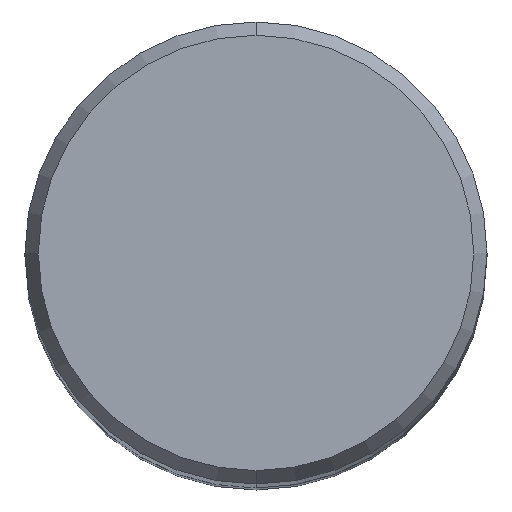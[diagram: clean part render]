
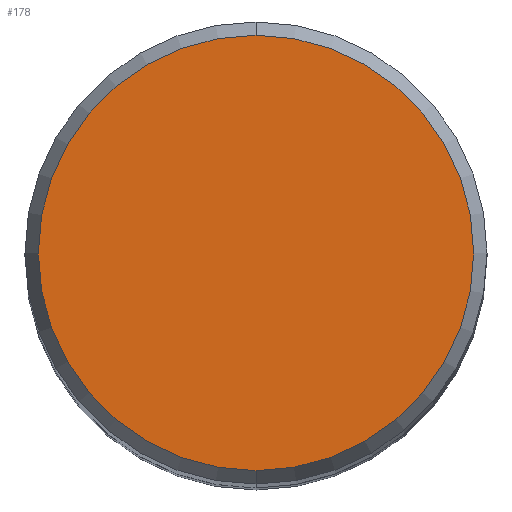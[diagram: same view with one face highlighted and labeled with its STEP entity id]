
A CAD part, top view. The second image highlights one B-rep face of the part: STEP entity #178.
In plain terms, the highlighted planar face has unit normal (0, 0, 1).
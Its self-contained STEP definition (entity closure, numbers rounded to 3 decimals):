
#106=EDGE_CURVE('',#142,#206,#260,.T.);
#142=VERTEX_POINT('',#299);
#144=EDGE_CURVE('',#206,#142,#301,.T.);
#178=ADVANCED_FACE('',(#340),#341,.T.);
#206=VERTEX_POINT('',#372);
#260=CIRCLE('',#426,3.746);
#299=CARTESIAN_POINT('',(0.0,3.746,0.01));
#301=CIRCLE('',#478,3.746);
#340=FACE_OUTER_BOUND('',#525,.T.);
#341=PLANE('',#526);
#372=CARTESIAN_POINT('',(0.,-3.746,0.01));
#426=AXIS2_PLACEMENT_3D('',#613,#614,#615);
#478=AXIS2_PLACEMENT_3D('',#661,#662,#663);
#525=EDGE_LOOP('',(#716,#717));
#526=AXIS2_PLACEMENT_3D('',#718,#719,#720);
#613=CARTESIAN_POINT('',(0.0,0.0,0.01));
#614=DIRECTION('',(0.0,0.0,-1.0));
#615=DIRECTION('',(0.0,1.0,0.0));
#661=CARTESIAN_POINT('',(0.0,0.0,0.01));
#662=DIRECTION('',(0.0,0.0,-1.0));
#663=DIRECTION('',(0.0,1.0,0.0));
#716=ORIENTED_EDGE('',*,*,#106,.F.);
#717=ORIENTED_EDGE('',*,*,#144,.F.);
#718=CARTESIAN_POINT('',(0.0,1.873,0.01));
#719=DIRECTION('',(-0.0,0.0,1.0));
#720=DIRECTION('',(0.0,-1.0,0.0));
